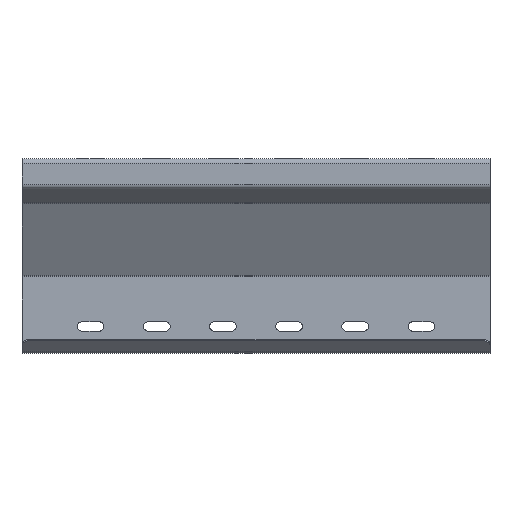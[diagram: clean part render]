
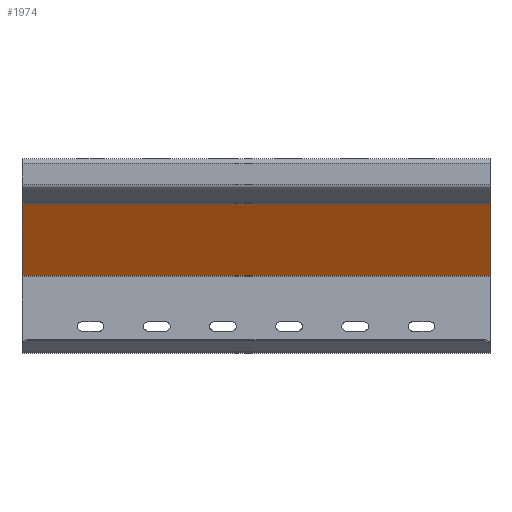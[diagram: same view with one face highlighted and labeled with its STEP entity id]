
A CAD part, top view. The second image highlights one B-rep face of the part: STEP entity #1974.
In plain terms, the highlighted planar face has unit normal (0, -0.5, 0.866).
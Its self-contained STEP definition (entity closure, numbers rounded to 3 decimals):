
#92 = VERTEX_POINT ( 'NONE', #2575 ) ;
#101 = EDGE_CURVE ( 'NONE', #2772, #2842, #1855, .T. ) ;
#242 = CARTESIAN_POINT ( 'NONE',  ( 0., -32.594, -116.857 ) ) ;
#245 = LINE ( 'NONE', #987, #1924 ) ;
#375 = PLANE ( 'NONE',  #2031 ) ;
#605 = DIRECTION ( 'NONE',  ( 0., 0.866, 0.5 ) ) ;
#614 = DIRECTION ( 'NONE',  ( -1., 0., 0. ) ) ;
#695 = EDGE_CURVE ( 'NONE', #2842, #2973, #1978, .T. ) ;
#829 = CARTESIAN_POINT ( 'NONE',  ( 350., -32.594, -116.857 ) ) ;
#864 = FACE_OUTER_BOUND ( 'NONE', #1848, .T. ) ;
#878 = ORIENTED_EDGE ( 'NONE', *, *, #1755, .F. ) ;
#984 = ORIENTED_EDGE ( 'NONE', *, *, #695, .T. ) ;
#987 = CARTESIAN_POINT ( 'NONE',  ( 350., -86.938, -148.232 ) ) ;
#1051 = ORIENTED_EDGE ( 'NONE', *, *, #1174, .F. ) ;
#1136 = CARTESIAN_POINT ( 'NONE',  ( 350., -32.594, -116.857 ) ) ;
#1174 = EDGE_CURVE ( 'NONE', #2772, #92, #2576, .T. ) ;
#1326 = CARTESIAN_POINT ( 'NONE',  ( 350., -33.406, -117.326 ) ) ;
#1619 = ORIENTED_EDGE ( 'NONE', *, *, #101, .T. ) ;
#1755 = EDGE_CURVE ( 'NONE', #92, #2973, #245, .T. ) ;
#1848 = EDGE_LOOP ( 'NONE', ( #984, #878, #1051, #1619 ) ) ;
#1855 = LINE ( 'NONE', #1326, #1943 ) ;
#1924 = VECTOR ( 'NONE', #1998, 1000. ) ;
#1943 = VECTOR ( 'NONE', #614, 1000. ) ;
#1974 = ADVANCED_FACE ( 'NONE', ( #864 ), #375, .F. ) ;
#1978 = LINE ( 'NONE', #242, #2946 ) ;
#1998 = DIRECTION ( 'NONE',  ( -1., 0., 0. ) ) ;
#2031 = AXIS2_PLACEMENT_3D ( 'NONE', #1136, #2847, #605 ) ;
#2039 = CARTESIAN_POINT ( 'NONE',  ( 0., -86.938, -148.232 ) ) ;
#2144 = CARTESIAN_POINT ( 'NONE',  ( 0., -33.406, -117.326 ) ) ;
#2301 = VECTOR ( 'NONE', #2825, 1000. ) ;
#2575 = CARTESIAN_POINT ( 'NONE',  ( 350., -86.938, -148.232 ) ) ;
#2576 = LINE ( 'NONE', #829, #2301 ) ;
#2612 = CARTESIAN_POINT ( 'NONE',  ( 350., -33.406, -117.326 ) ) ;
#2772 = VERTEX_POINT ( 'NONE', #2612 ) ;
#2825 = DIRECTION ( 'NONE',  ( 0., -0.866, -0.5 ) ) ;
#2842 = VERTEX_POINT ( 'NONE', #2144 ) ;
#2847 = DIRECTION ( 'NONE',  ( 0., 0.5, -0.866 ) ) ;
#2946 = VECTOR ( 'NONE', #2981, 1000. ) ;
#2973 = VERTEX_POINT ( 'NONE', #2039 ) ;
#2981 = DIRECTION ( 'NONE',  ( 0., -0.866, -0.5 ) ) ;
